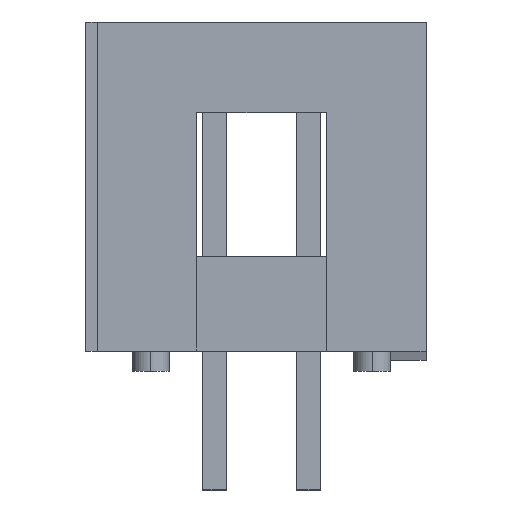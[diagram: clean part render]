
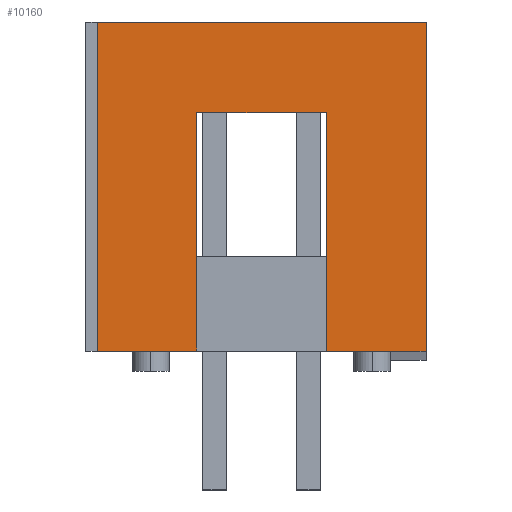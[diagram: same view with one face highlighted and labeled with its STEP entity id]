
A CAD part, left-side view. The second image highlights one B-rep face of the part: STEP entity #10160.
In plain terms, the highlighted planar face has unit normal (-1, 0, 0).
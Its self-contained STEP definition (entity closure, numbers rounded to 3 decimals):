
#313 = VERTEX_POINT ( 'NONE', #3326 ) ;
#962 = AXIS2_PLACEMENT_3D ( 'NONE', #3751, #9950, #4659 ) ;
#1063 = LINE ( 'NONE', #1656, #5521 ) ;
#1105 = LINE ( 'NONE', #10531, #7917 ) ;
#1385 = EDGE_CURVE ( 'NONE', #313, #8291, #9100, .T. ) ;
#1466 = EDGE_CURVE ( 'NONE', #1909, #5976, #8669, .T. ) ;
#1623 = CARTESIAN_POINT ( 'NONE',  ( -5.08, 3.02, 5.01 ) ) ;
#1656 = CARTESIAN_POINT ( 'NONE',  ( -5.08, -0.48, 5.01 ) ) ;
#1830 = ORIENTED_EDGE ( 'NONE', *, *, #2085, .T. ) ;
#1909 = VERTEX_POINT ( 'NONE', #6772 ) ;
#2085 = EDGE_CURVE ( 'NONE', #6900, #2695, #1105, .T. ) ;
#2292 = VECTOR ( 'NONE', #5257, 1000. ) ;
#2406 = ORIENTED_EDGE ( 'NONE', *, *, #11338, .T. ) ;
#2695 = VERTEX_POINT ( 'NONE', #3046 ) ;
#2738 = CARTESIAN_POINT ( 'NONE',  ( -5.08, 5.72, 5.01 ) ) ;
#2756 = CARTESIAN_POINT ( 'NONE',  ( -5.08, 1.27, 9.46 ) ) ;
#2960 = LINE ( 'NONE', #1623, #5058 ) ;
#3046 = CARTESIAN_POINT ( 'NONE',  ( -5.08, -3.18, 9.46 ) ) ;
#3299 = DIRECTION ( 'NONE',  ( 0., 1., 0. ) ) ;
#3326 = CARTESIAN_POINT ( 'NONE',  ( -5.08, 3.02, 7.01 ) ) ;
#3553 = DIRECTION ( 'NONE',  ( 0., 1., 0. ) ) ;
#3751 = CARTESIAN_POINT ( 'NONE',  ( -5.08, 5.72, 0.56 ) ) ;
#3786 = ORIENTED_EDGE ( 'NONE', *, *, #7132, .F. ) ;
#3998 = CARTESIAN_POINT ( 'NONE',  ( -5.08, 5.72, 9.46 ) ) ;
#4002 = EDGE_CURVE ( 'NONE', #2695, #5976, #11027, .T. ) ;
#4087 = CARTESIAN_POINT ( 'NONE',  ( -5.08, -3.18, 0.56 ) ) ;
#4214 = VECTOR ( 'NONE', #8975, 1000. ) ;
#4249 = ORIENTED_EDGE ( 'NONE', *, *, #4002, .T. ) ;
#4305 = EDGE_CURVE ( 'NONE', #6900, #6702, #5854, .T. ) ;
#4503 = EDGE_LOOP ( 'NONE', ( #3786, #7157, #10892, #2406, #6492, #1830, #4249, #4672 ) ) ;
#4659 = DIRECTION ( 'NONE',  ( 0., -1., 0. ) ) ;
#4672 = ORIENTED_EDGE ( 'NONE', *, *, #1466, .F. ) ;
#4763 = LINE ( 'NONE', #7953, #11277 ) ;
#5058 = VECTOR ( 'NONE', #8770, 1000. ) ;
#5170 = FACE_OUTER_BOUND ( 'NONE', #4503, .T. ) ;
#5257 = DIRECTION ( 'NONE',  ( 0., -1., 0. ) ) ;
#5521 = VECTOR ( 'NONE', #9667, 1000. ) ;
#5531 = EDGE_CURVE ( 'NONE', #9344, #313, #2960, .T. ) ;
#5854 = LINE ( 'NONE', #8592, #10606 ) ;
#5976 = VERTEX_POINT ( 'NONE', #3998 ) ;
#5980 = CARTESIAN_POINT ( 'NONE',  ( -5.08, 3.02, 0.56 ) ) ;
#6492 = ORIENTED_EDGE ( 'NONE', *, *, #4305, .F. ) ;
#6702 = VERTEX_POINT ( 'NONE', #11548 ) ;
#6772 = CARTESIAN_POINT ( 'NONE',  ( -5.08, 5.72, 0.56 ) ) ;
#6900 = VERTEX_POINT ( 'NONE', #4087 ) ;
#7132 = EDGE_CURVE ( 'NONE', #9344, #1909, #4763, .T. ) ;
#7157 = ORIENTED_EDGE ( 'NONE', *, *, #5531, .T. ) ;
#7564 = CARTESIAN_POINT ( 'NONE',  ( -5.08, -0.48, 7.01 ) ) ;
#7917 = VECTOR ( 'NONE', #11417, 1000. ) ;
#7953 = CARTESIAN_POINT ( 'NONE',  ( -5.08, 1.42, 0.56 ) ) ;
#8046 = DIRECTION ( 'NONE',  ( 0., 0., 1. ) ) ;
#8291 = VERTEX_POINT ( 'NONE', #7564 ) ;
#8592 = CARTESIAN_POINT ( 'NONE',  ( -5.08, 1.42, 0.56 ) ) ;
#8669 = LINE ( 'NONE', #2738, #11047 ) ;
#8770 = DIRECTION ( 'NONE',  ( 0., 0., 1. ) ) ;
#8975 = DIRECTION ( 'NONE',  ( 0., 1., 0. ) ) ;
#9100 = LINE ( 'NONE', #10570, #2292 ) ;
#9344 = VERTEX_POINT ( 'NONE', #5980 ) ;
#9667 = DIRECTION ( 'NONE',  ( 0., 0., -1. ) ) ;
#9950 = DIRECTION ( 'NONE',  ( -1., 0., 0. ) ) ;
#10160 = ADVANCED_FACE ( 'NONE', ( #5170 ), #10832, .T. ) ;
#10531 = CARTESIAN_POINT ( 'NONE',  ( -5.08, -3.18, 5.01 ) ) ;
#10570 = CARTESIAN_POINT ( 'NONE',  ( -5.08, 1.27, 7.01 ) ) ;
#10606 = VECTOR ( 'NONE', #3299, 1000. ) ;
#10832 = PLANE ( 'NONE',  #962 ) ;
#10892 = ORIENTED_EDGE ( 'NONE', *, *, #1385, .T. ) ;
#11027 = LINE ( 'NONE', #2756, #4214 ) ;
#11047 = VECTOR ( 'NONE', #8046, 1000. ) ;
#11277 = VECTOR ( 'NONE', #3553, 1000. ) ;
#11338 = EDGE_CURVE ( 'NONE', #8291, #6702, #1063, .T. ) ;
#11417 = DIRECTION ( 'NONE',  ( 0., 0., 1. ) ) ;
#11548 = CARTESIAN_POINT ( 'NONE',  ( -5.08, -0.48, 0.56 ) ) ;
